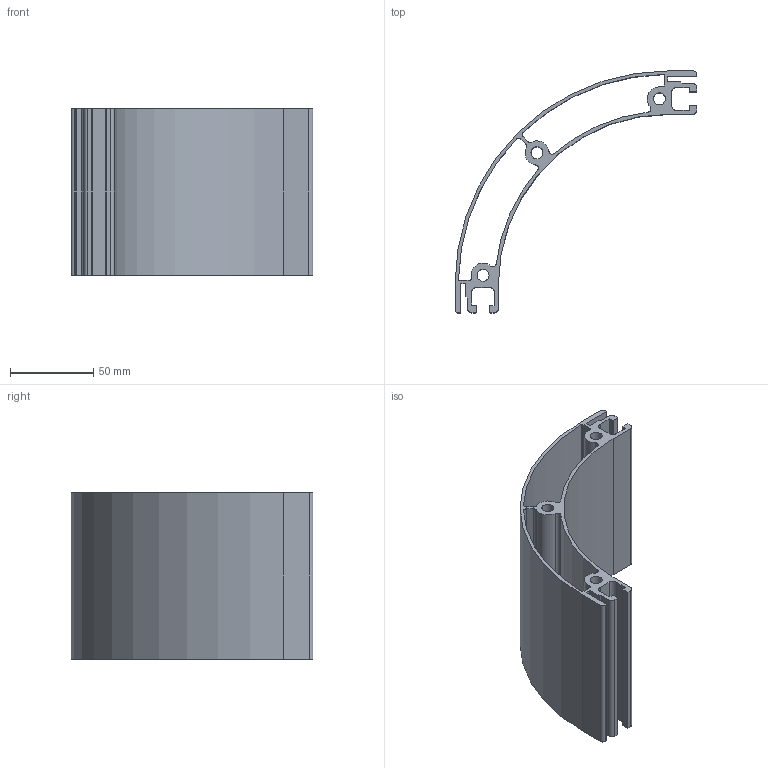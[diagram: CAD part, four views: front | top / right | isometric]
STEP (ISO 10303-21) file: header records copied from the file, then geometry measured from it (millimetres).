
FILE_DESCRIPTION(/* description */ ('PROF.ALL. 145x26 S2C RAGGIATO R=127.5'),/* implementation_level */ '2;1');
FILE_NAME(/* name */ 'BPRDD0000839.stp',/* time_stamp */ '2019-05-28T11:32:05+02:00',/* author */ ('mpistoia'),/* organization */ (''),/* preprocessor_version */ 'ST-DEVELOPER v17.2',/* originating_system */ 'Autodesk Inventor 2019',/* authorisation */ '');
FILE_SCHEMA (('AUTOMOTIVE_DESIGN { 1 0 10303 214 3 1 1 }'));
Length unit declared in the file: millimetre
Products named in the file (1): BPRDD0000839
Bounding box: 145 x 145 x 100 mm (x, y, z)
Volume: 154113.9 mm3; surface area: 114705.6 mm2
Topology: 1 solids, 1 shells, 95 faces, 279 edges, 186 vertices
Faces by surface type: cylinder 53, plane 42
Full cylindrical faces by diameter (mm): 7.2 x3
Entity records: 3260 total; most frequent: DIRECTION 577, CARTESIAN_POINT 561, ORIENTED_EDGE 558, EDGE_CURVE 279, AXIS2_PLACEMENT_3D 202, VERTEX_POINT 186, LINE 173, VECTOR 173
